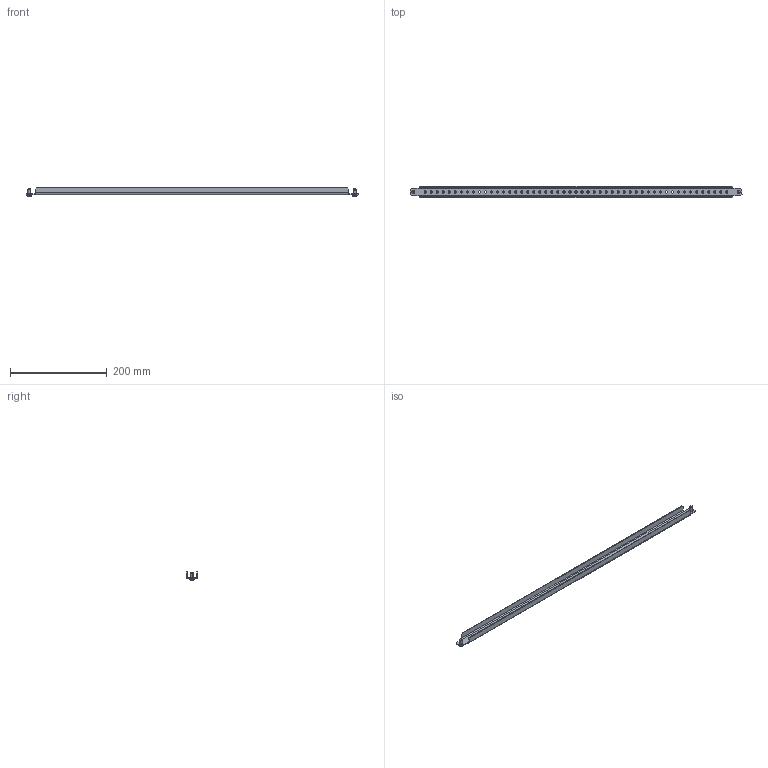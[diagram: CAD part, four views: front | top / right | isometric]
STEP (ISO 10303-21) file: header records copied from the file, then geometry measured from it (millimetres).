
FILE_DESCRIPTION (( 'STEP AP203' ), '1' );
FILE_NAME ('U0661802514 Êîìïëåêò ðååê ãëóõîé äâåðè LC2 00.80 (000.801.565-02).STEP', '2022-04-18T08:15:46', ( '' ), ( '' ), 'SwSTEP 2.0', 'SolidWorks 2017', '' );
FILE_SCHEMA (( 'CONFIG_CONTROL_DESIGN' ));
Length unit declared in the file: millimetre
Products named in the file (3): Âèíò DIN 7500 C TORX_Œ5å12; U0661802514 Êîìïëåêò ðååê ãëóõîé äâåðè LC2 00.80 (000.801.565-02); 025-172 Ðåéêà äëÿ ãëóõîé äâåðè LC2_02 (00.80)
Assembly tree (3 placements, depth 2):
  U0661802514 Êîìïëåêò ðååê ãëóõîé äâåðè LC2 00.80 (000.801.565-02)
    025-172 Ðåéêà äëÿ ãëóõîé äâåðè LC2_02 (00.80)
    Âèíò DIN 7500 C TORX_Œ5å12  x2
Bounding box: 688 x 23 x 18.19 mm (x, y, z)
Volume: 43134.8 mm3; surface area: 64387.7 mm2
Topology: 3 solids, 3 shells, 222 faces, 622 edges, 408 vertices
Faces by surface type: cylinder 144, plane 66, cone 8, sphere 4
Entity records: 6575 total; most frequent: CARTESIAN_POINT 1153, DIRECTION 1117, ORIENTED_EDGE 1020, EDGE_CURVE 510, AXIS2_PLACEMENT_3D 444, VERTEX_POINT 334, EDGE_LOOP 288, CIRCLE 257
